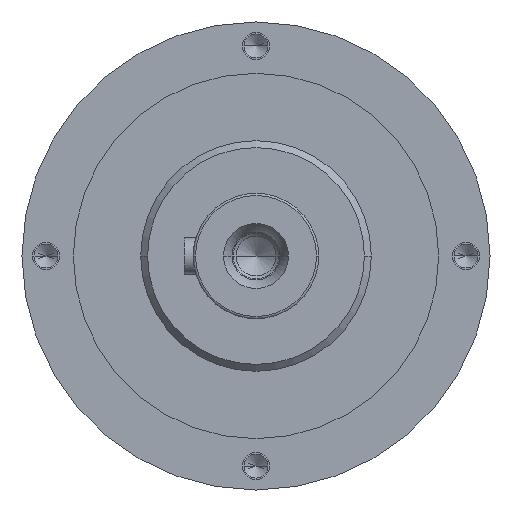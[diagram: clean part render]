
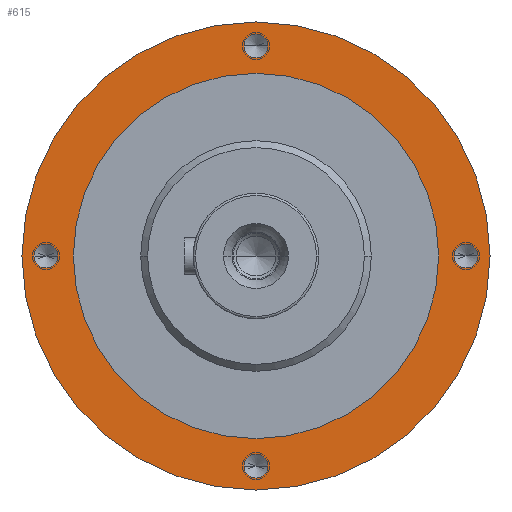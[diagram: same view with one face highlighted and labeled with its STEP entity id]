
A CAD part, left-side view. The second image highlights one B-rep face of the part: STEP entity #615.
In plain terms, the highlighted planar face has unit normal (-1, 0, 0).
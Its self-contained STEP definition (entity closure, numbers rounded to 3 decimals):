
#1=CARTESIAN_POINT('',(0.,0.,-92.));
#2=DIRECTION('',(-1.,0.,0.));
#3=DIRECTION('',(0.,1.,0.));
#4=AXIS2_PLACEMENT_3D('',#1,#2,#3);
#6=CARTESIAN_POINT('',(0.,0.,-92.));
#7=DIRECTION('',(-1.,0.,0.));
#8=DIRECTION('',(0.,-1.,0.));
#9=AXIS2_PLACEMENT_3D('',#6,#7,#8);
#11=CARTESIAN_POINT('',(0.,-92.,0.));
#12=DIRECTION('',(-1.,0.,0.));
#13=DIRECTION('',(0.,1.,0.));
#14=AXIS2_PLACEMENT_3D('',#11,#12,#13);
#16=CARTESIAN_POINT('',(0.,-92.,0.));
#17=DIRECTION('',(-1.,0.,0.));
#18=DIRECTION('',(0.,-1.,0.));
#19=AXIS2_PLACEMENT_3D('',#16,#17,#18);
#21=CARTESIAN_POINT('',(0.,0.,92.));
#22=DIRECTION('',(-1.,0.,0.));
#23=DIRECTION('',(0.,1.,0.));
#24=AXIS2_PLACEMENT_3D('',#21,#22,#23);
#26=CARTESIAN_POINT('',(0.,0.,92.));
#27=DIRECTION('',(-1.,0.,0.));
#28=DIRECTION('',(0.,-1.,0.));
#29=AXIS2_PLACEMENT_3D('',#26,#27,#28);
#31=CARTESIAN_POINT('',(0.,0.,0.));
#32=DIRECTION('',(-1.,0.,0.));
#33=DIRECTION('',(0.,1.,0.));
#34=AXIS2_PLACEMENT_3D('',#31,#32,#33);
#36=CARTESIAN_POINT('',(0.,0.,0.));
#37=DIRECTION('',(1.,0.,0.));
#38=DIRECTION('',(0.,1.,0.));
#39=AXIS2_PLACEMENT_3D('',#36,#37,#38);
#41=CARTESIAN_POINT('',(0.,92.,0.));
#42=DIRECTION('',(-1.,0.,0.));
#43=DIRECTION('',(0.,1.,0.));
#44=AXIS2_PLACEMENT_3D('',#41,#42,#43);
#46=CARTESIAN_POINT('',(0.,92.,0.));
#47=DIRECTION('',(-1.,0.,0.));
#48=DIRECTION('',(0.,-1.,0.));
#49=AXIS2_PLACEMENT_3D('',#46,#47,#48);
#129=CARTESIAN_POINT('',(0.,0.,0.));
#130=DIRECTION('',(1.,0.,0.));
#131=DIRECTION('',(0.,1.,0.));
#132=AXIS2_PLACEMENT_3D('',#129,#130,#131);
#142=CARTESIAN_POINT('',(0.,0.,0.));
#143=DIRECTION('',(-1.,0.,0.));
#144=DIRECTION('',(0.,1.,0.));
#145=AXIS2_PLACEMENT_3D('',#142,#143,#144);
#459=CARTESIAN_POINT('',(0.,80.,0.));
#461=VERTEX_POINT('',#459);
#468=CARTESIAN_POINT('',(0.,102.5,0.));
#470=VERTEX_POINT('',#468);
#471=CARTESIAN_POINT('',(0.,-80.,0.));
#473=VERTEX_POINT('',#471);
#480=CARTESIAN_POINT('',(0.,-102.5,0.));
#482=VERTEX_POINT('',#480);
#501=CARTESIAN_POINT('',(0.,97.25,0.));
#502=CARTESIAN_POINT('',(0.,86.75,0.));
#503=VERTEX_POINT('',#501);
#504=VERTEX_POINT('',#502);
#511=CARTESIAN_POINT('',(0.,5.25,92.));
#512=CARTESIAN_POINT('',(0.,-5.25,92.));
#513=VERTEX_POINT('',#511);
#514=VERTEX_POINT('',#512);
#521=CARTESIAN_POINT('',(0.,-86.75,0.));
#522=CARTESIAN_POINT('',(0.,-97.25,0.));
#523=VERTEX_POINT('',#521);
#524=VERTEX_POINT('',#522);
#531=CARTESIAN_POINT('',(0.,5.25,-92.));
#532=CARTESIAN_POINT('',(0.,-5.25,-92.));
#533=VERTEX_POINT('',#531);
#534=VERTEX_POINT('',#532);
#574=CARTESIAN_POINT('',(0.,0.,0.));
#575=DIRECTION('',(1.,0.,0.));
#576=DIRECTION('',(0.,-1.,0.));
#577=AXIS2_PLACEMENT_3D('',#574,#575,#576);
#578=PLANE('',#577);
#580=ORIENTED_EDGE('',*,*,#579,.F.);
#582=ORIENTED_EDGE('',*,*,#581,.T.);
#583=EDGE_LOOP('',(#580,#582));
#584=FACE_OUTER_BOUND('',#583,.F.);
#586=ORIENTED_EDGE('',*,*,#585,.T.);
#588=ORIENTED_EDGE('',*,*,#587,.T.);
#589=EDGE_LOOP('',(#586,#588));
#590=FACE_BOUND('',#589,.F.);
#592=ORIENTED_EDGE('',*,*,#591,.T.);
#594=ORIENTED_EDGE('',*,*,#593,.T.);
#595=EDGE_LOOP('',(#592,#594));
#596=FACE_BOUND('',#595,.F.);
#598=ORIENTED_EDGE('',*,*,#597,.T.);
#600=ORIENTED_EDGE('',*,*,#599,.T.);
#601=EDGE_LOOP('',(#598,#600));
#602=FACE_BOUND('',#601,.F.);
#604=ORIENTED_EDGE('',*,*,#603,.F.);
#606=ORIENTED_EDGE('',*,*,#605,.T.);
#607=EDGE_LOOP('',(#604,#606));
#608=FACE_BOUND('',#607,.F.);
#610=ORIENTED_EDGE('',*,*,#609,.T.);
#612=ORIENTED_EDGE('',*,*,#611,.T.);
#613=EDGE_LOOP('',(#610,#612));
#614=FACE_BOUND('',#613,.F.);
#615=ADVANCED_FACE('',(#584,#590,#596,#602,#608,#614),#578,.F.);
#5=CIRCLE('',#4,5.25);
#10=CIRCLE('',#9,5.25);
#15=CIRCLE('',#14,5.25);
#20=CIRCLE('',#19,5.25);
#25=CIRCLE('',#24,5.25);
#30=CIRCLE('',#29,5.25);
#35=CIRCLE('',#34,102.5);
#40=CIRCLE('',#39,102.5);
#45=CIRCLE('',#44,5.25);
#50=CIRCLE('',#49,5.25);
#133=CIRCLE('',#132,80.);
#146=CIRCLE('',#145,80.);
#579=EDGE_CURVE('',#470,#482,#35,.T.);
#581=EDGE_CURVE('',#470,#482,#40,.T.);
#585=EDGE_CURVE('',#533,#534,#5,.T.);
#587=EDGE_CURVE('',#534,#533,#10,.T.);
#591=EDGE_CURVE('',#523,#524,#15,.T.);
#593=EDGE_CURVE('',#524,#523,#20,.T.);
#597=EDGE_CURVE('',#513,#514,#25,.T.);
#599=EDGE_CURVE('',#514,#513,#30,.T.);
#603=EDGE_CURVE('',#461,#473,#133,.T.);
#605=EDGE_CURVE('',#461,#473,#146,.T.);
#609=EDGE_CURVE('',#503,#504,#45,.T.);
#611=EDGE_CURVE('',#504,#503,#50,.T.);
